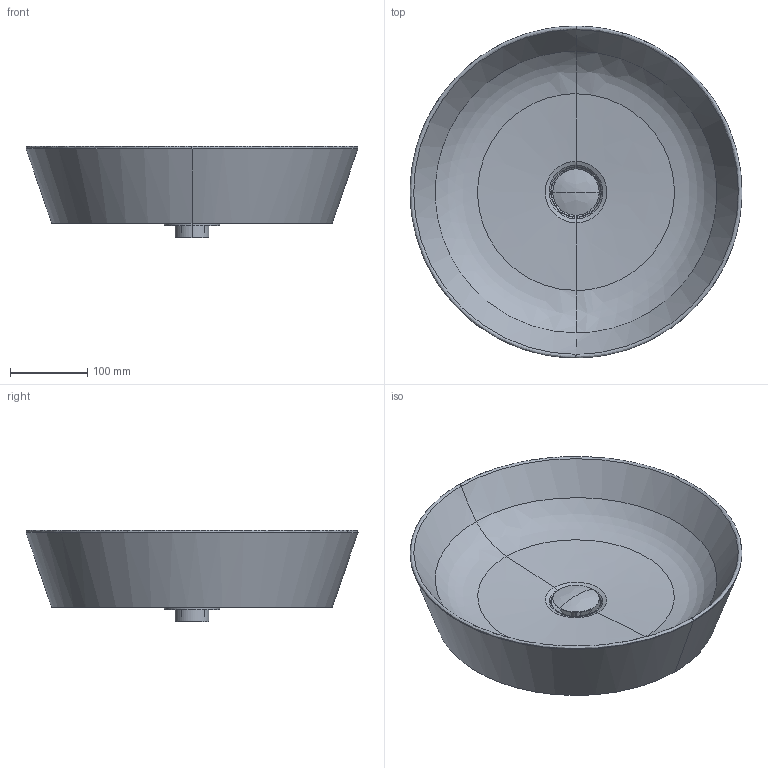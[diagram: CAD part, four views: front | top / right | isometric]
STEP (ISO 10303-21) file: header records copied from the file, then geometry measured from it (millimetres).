
FILE_DESCRIPTION(/* description */ (''),/* implementation_level */ '2;1');
FILE_NAME(/* name */ '232843',/* time_stamp */ '2018-10-17T15:07:46+02:00',/* author */ (''),/* organization */ (''),/* preprocessor_version */ 'ST-DEVELOPER v15',/* originating_system */ '',/* authorisation */ '');
FILE_SCHEMA (('AUTOMOTIVE_DESIGN'));
Length unit declared in the file: millimetre
Products named in the file (1): Document
Bounding box: 429.86 x 429.98 x 118.53 mm (x, y, z)
Volume: 3443697.3 mm3; surface area: 457400.5 mm2
Topology: 3 solids, 3 shells, 82 faces, 188 edges, 112 vertices
Faces by surface type: bspline 82
Entity records: 9256 total; most frequent: CARTESIAN_POINT 6898, B_SPLINE_CURVE_WITH_KNOTS 417, ORIENTED_EDGE 372, PCURVE 372, DEFINITIONAL_REPRESENTATION 372, SURFACE_CURVE 186, EDGE_CURVE 186, VERTEX_POINT 112
